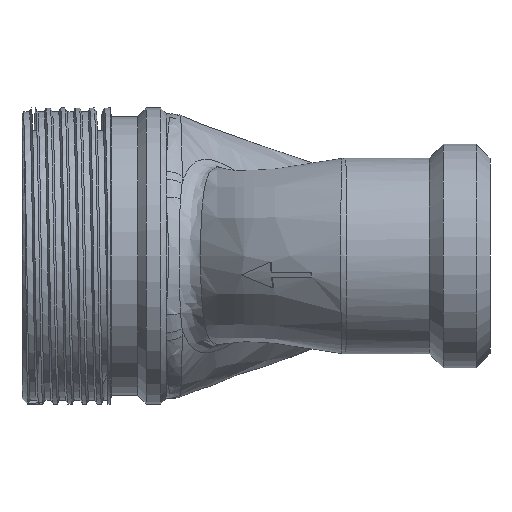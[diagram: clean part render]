
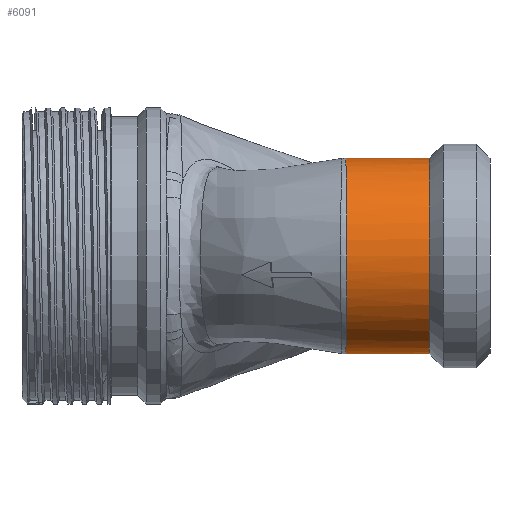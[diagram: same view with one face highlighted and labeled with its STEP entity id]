
A CAD part, left-side view. The second image highlights one B-rep face of the part: STEP entity #6091.
In plain terms, the highlighted cylindrical face has radius 13.385 mm (diameter 26.77 mm), a full revolution.
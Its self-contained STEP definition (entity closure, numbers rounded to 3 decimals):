
#315=CIRCLE('',#6435,13.385);
#316=CIRCLE('',#6436,13.385);
#848=FACE_OUTER_BOUND('',#1217,.T.);
#1217=EDGE_LOOP('',(#5098,#5099,#5100,#5101,#5102,#5103));
#1694=B_SPLINE_CURVE_WITH_KNOTS('',3,(#15702,#15703,#15704,#15705,#15706,
#15707,#15708,#15709,#15710,#15711,#15712),.UNSPECIFIED.,.F.,.F.,(4,1,1,
1,1,1,1,1,4),(-3.142,-2.693,-2.244,-1.795,
-1.346,-1.047,-0.449,-0.15,
0.),.UNSPECIFIED.);
#1695=B_SPLINE_CURVE_WITH_KNOTS('',3,(#15713,#15714,#15715,#15716,#15717,
#15718,#15719,#15720,#15721,#15722),.UNSPECIFIED.,.F.,.F.,(4,1,1,1,1,1,
1,4),(0.,0.449,0.748,1.346,
1.646,2.244,2.693,3.142),
 .UNSPECIFIED.);
#1950=LINE('',#15947,#2230);
#2230=VECTOR('',#7322,13.385);
#2752=VERTEX_POINT('',#15699);
#2753=VERTEX_POINT('',#15701);
#2755=VERTEX_POINT('',#15946);
#2756=VERTEX_POINT('',#15948);
#3577=EDGE_CURVE('',#2752,#2753,#1694,.T.);
#3578=EDGE_CURVE('',#2753,#2752,#1695,.T.);
#3582=EDGE_CURVE('',#2753,#2755,#1950,.T.);
#3583=EDGE_CURVE('',#2755,#2756,#315,.T.);
#3584=EDGE_CURVE('',#2756,#2755,#316,.T.);
#5098=ORIENTED_EDGE('',*,*,#3577,.F.);
#5099=ORIENTED_EDGE('',*,*,#3578,.F.);
#5100=ORIENTED_EDGE('',*,*,#3582,.T.);
#5101=ORIENTED_EDGE('',*,*,#3583,.T.);
#5102=ORIENTED_EDGE('',*,*,#3584,.T.);
#5103=ORIENTED_EDGE('',*,*,#3582,.F.);
#5825=CYLINDRICAL_SURFACE('',#6434,13.385);
#6091=ADVANCED_FACE('',(#848),#5825,.T.);
#6434=AXIS2_PLACEMENT_3D('',#15945,#7320,#7321);
#6435=AXIS2_PLACEMENT_3D('',#15949,#7323,#7324);
#6436=AXIS2_PLACEMENT_3D('',#15950,#7325,#7326);
#7320=DIRECTION('center_axis',(0.,1.,0.));
#7321=DIRECTION('ref_axis',(-1.,0.,0.));
#7322=DIRECTION('',(0.,-1.,0.));
#7323=DIRECTION('center_axis',(0.,1.,0.));
#7324=DIRECTION('ref_axis',(-1.,0.,0.));
#7325=DIRECTION('center_axis',(0.,1.,0.));
#7326=DIRECTION('ref_axis',(-1.,0.,0.));
#15699=CARTESIAN_POINT('',(-30.191,19.59,0.));
#15701=CARTESIAN_POINT('',(-3.421,19.917,0.));
#15702=CARTESIAN_POINT('Ctrl Pts',(-30.191,19.59,0.));
#15703=CARTESIAN_POINT('Ctrl Pts',(-30.191,19.59,2.002));
#15704=CARTESIAN_POINT('Ctrl Pts',(-29.277,19.601,6.007));
#15705=CARTESIAN_POINT('Ctrl Pts',(-25.437,19.648,10.822));
#15706=CARTESIAN_POINT('Ctrl Pts',(-19.884,19.716,13.497));
#15707=CARTESIAN_POINT('Ctrl Pts',(-14.414,19.783,13.493));
#15708=CARTESIAN_POINT('Ctrl Pts',(-8.75,19.852,11.276));
#15709=CARTESIAN_POINT('Ctrl Pts',(-4.961,19.898,7.194));
#15710=CARTESIAN_POINT('Ctrl Pts',(-3.565,19.915,2.669));
#15711=CARTESIAN_POINT('Ctrl Pts',(-3.421,19.917,0.667));
#15712=CARTESIAN_POINT('Ctrl Pts',(-3.423,19.917,0.));
#15713=CARTESIAN_POINT('Ctrl Pts',(-3.423,19.917,0.));
#15714=CARTESIAN_POINT('Ctrl Pts',(-3.428,19.917,-2.002));
#15715=CARTESIAN_POINT('Ctrl Pts',(-4.178,19.908,-5.335));
#15716=CARTESIAN_POINT('Ctrl Pts',(-7.609,19.866,-10.364));
#15717=CARTESIAN_POINT('Ctrl Pts',(-12.428,19.808,-13.149));
#15718=CARTESIAN_POINT('Ctrl Pts',(-19.173,19.725,-13.654));
#15719=CARTESIAN_POINT('Ctrl Pts',(-25.01,19.653,-11.369));
#15720=CARTESIAN_POINT('Ctrl Pts',(-29.277,19.601,-6.));
#15721=CARTESIAN_POINT('Ctrl Pts',(-30.191,19.59,-2.002));
#15722=CARTESIAN_POINT('Ctrl Pts',(-30.191,19.59,0.));
#15945=CARTESIAN_POINT('Origin',(-16.806,10.,0.));
#15946=CARTESIAN_POINT('',(-3.421,8.277,0.));
#15947=CARTESIAN_POINT('',(-3.421,10.,0.));
#15948=CARTESIAN_POINT('',(-30.191,8.277,0.));
#15949=CARTESIAN_POINT('Origin',(-16.806,8.277,0.));
#15950=CARTESIAN_POINT('Origin',(-16.806,8.277,0.));
